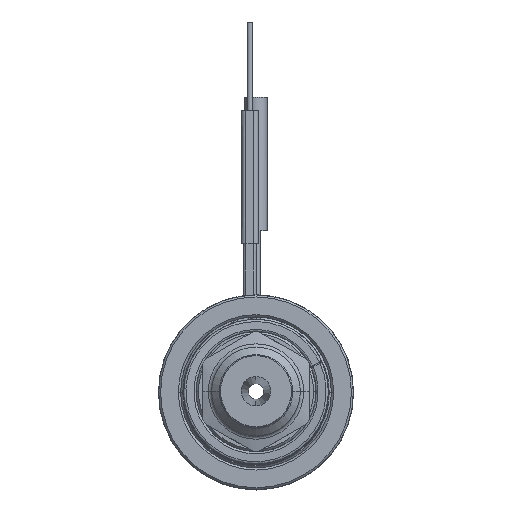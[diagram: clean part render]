
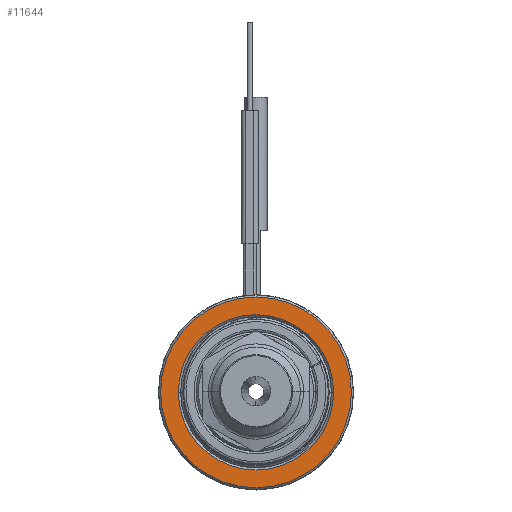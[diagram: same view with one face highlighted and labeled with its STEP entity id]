
A CAD part, top view. The second image highlights one B-rep face of the part: STEP entity #11644.
In plain terms, the highlighted planar face has unit normal (0, 0, 1).
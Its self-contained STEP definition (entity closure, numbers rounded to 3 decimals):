
#3238=CARTESIAN_POINT('',(0.,0.,40.));
#3239=DIRECTION('',(0.,0.,-1.));
#3240=DIRECTION('',(-1.,0.,0.));
#3241=AXIS2_PLACEMENT_3D('',#3238,#3239,#3240);
#3252=CARTESIAN_POINT('',(0.,0.,
40.));
#3253=DIRECTION('',(0.,0.,-1.));
#3254=DIRECTION('',(1.,0.,0.));
#3255=AXIS2_PLACEMENT_3D('',#3252,#3253,#3254);
#3266=CARTESIAN_POINT('',(0.,0.,
40.));
#3267=DIRECTION('',(0.,0.,-1.));
#3268=DIRECTION('',(1.,0.,0.));
#3269=AXIS2_PLACEMENT_3D('',#3266,#3267,#3268);
#3280=CARTESIAN_POINT('',(0.,0.,
40.));
#3281=DIRECTION('',(0.,0.,-1.));
#3282=DIRECTION('',(-1.,0.,0.));
#3283=AXIS2_PLACEMENT_3D('',#3280,#3281,#3282);
#6576=CARTESIAN_POINT('',(21.5,0.,40.));
#6577=CARTESIAN_POINT('',(-21.5,0.,40.));
#6578=VERTEX_POINT('',#6576);
#6579=VERTEX_POINT('',#6577);
#6580=CARTESIAN_POINT('',(17.5,0.,40.));
#6581=CARTESIAN_POINT('',(-17.5,0.,40.));
#6582=VERTEX_POINT('',#6580);
#6583=VERTEX_POINT('',#6581);
#11629=CARTESIAN_POINT('',(0.,0.,40.));
#11630=DIRECTION('',(0.,0.,1.));
#11631=DIRECTION('',(-1.,0.,0.));
#11632=AXIS2_PLACEMENT_3D('',#11629,#11630,#11631);
#11633=PLANE('',#11632);
#11634=ORIENTED_EDGE('',*,*,#11611,.T.);
#11635=ORIENTED_EDGE('',*,*,#11596,.T.);
#11636=EDGE_LOOP('',(#11634,#11635));
#11637=FACE_OUTER_BOUND('',#11636,.F.);
#11639=ORIENTED_EDGE('',*,*,#11638,.F.);
#11641=ORIENTED_EDGE('',*,*,#11640,.F.);
#11642=EDGE_LOOP('',(#11639,#11641));
#11643=FACE_BOUND('',#11642,.F.);
#3242=CIRCLE('',#3241,21.5);
#3256=CIRCLE('',#3255,21.5);
#3270=CIRCLE('',#3269,17.5);
#3284=CIRCLE('',#3283,17.5);
#11596=EDGE_CURVE('',#6579,#6578,#3242,.T.);
#11611=EDGE_CURVE('',#6578,#6579,#3256,.T.);
#11638=EDGE_CURVE('',#6582,#6583,#3270,.T.);
#11640=EDGE_CURVE('',#6583,#6582,#3284,.T.);
#11644=ADVANCED_FACE('',(#11637,#11643),#11633,.T.);
